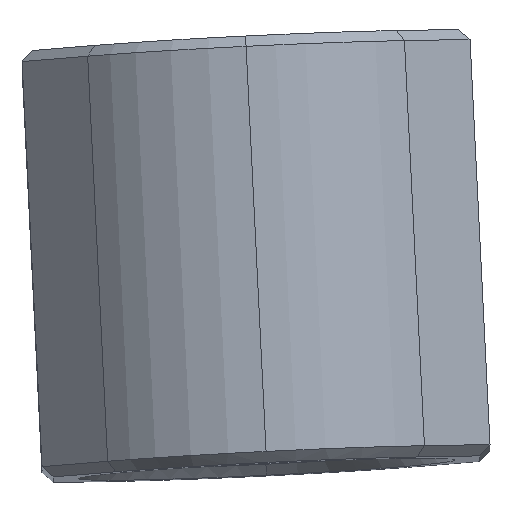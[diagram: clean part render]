
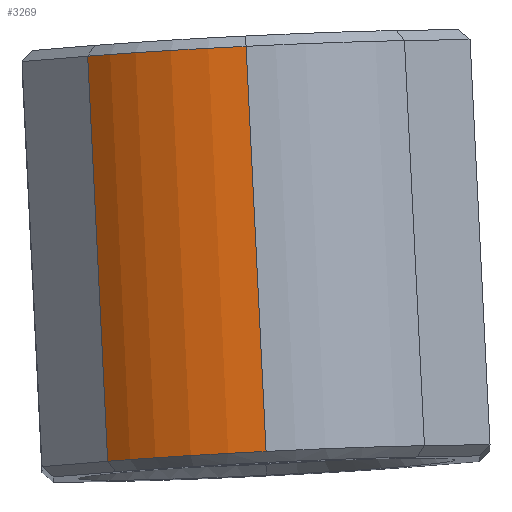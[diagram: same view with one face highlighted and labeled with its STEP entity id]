
A CAD part, left-side view. The second image highlights one B-rep face of the part: STEP entity #3269.
In plain terms, the highlighted free-form (B-spline) face has degree [1, 3] with [2, 4] control points.
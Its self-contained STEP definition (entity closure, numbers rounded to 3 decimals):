
#16 = CARTESIAN_POINT ( 'NONE',  ( 181.803, 157.801, -9.286 ) ) ;
#59 = CARTESIAN_POINT ( 'NONE',  ( 182.406, 158.737, 9.681 ) ) ;
#72 = CARTESIAN_POINT ( 'NONE',  ( 182.401, 161.556, 9.542 ) ) ;
#90 = CARTESIAN_POINT ( 'NONE',  ( 184.862, 165.218, -9.749 ) ) ;
#111 = CARTESIAN_POINT ( 'NONE',  ( 182.872, 163.224, -9.588 ) ) ;
#128 = CARTESIAN_POINT ( 'NONE',  ( 185.466, 166.154, 9.218 ) ) ;
#490 = CARTESIAN_POINT ( 'NONE',  ( 183.475, 164.16, 9.38 ) ) ;
#546 = EDGE_LOOP ( 'NONE', ( #1041, #3909, #4594, #4877 ) ) ;
#852 = VERTEX_POINT ( 'NONE', #2779 ) ;
#1041 = ORIENTED_EDGE ( 'NONE', *, *, #1785, .T. ) ;
#1257 = CARTESIAN_POINT ( 'NONE',  ( 184.862, 165.218, -9.749 ) ) ;
#1305 = CARTESIAN_POINT ( 'NONE',  ( 181.803, 157.801, -9.286 ) ) ;
#1419 = CARTESIAN_POINT ( 'NONE',  ( 185.466, 166.154, 9.218 ) ) ;
#1618 =( BOUNDED_CURVE ( )  B_SPLINE_CURVE ( 3, ( #16, #2816, #2069, #1257 ),
 .UNSPECIFIED., .F., .F. ) 
 B_SPLINE_CURVE_WITH_KNOTS ( ( 4, 4 ),
 ( -0.785, 0. ),
 .UNSPECIFIED. ) 
 CURVE ( )  GEOMETRIC_REPRESENTATION_ITEM ( )  RATIONAL_B_SPLINE_CURVE ( ( 1., 0.949, 0.949, 1. ) ) 
 REPRESENTATION_ITEM ( '' )  );
#1681 = EDGE_CURVE ( 'NONE', #4289, #3217, #3027, .T. ) ;
#1785 = EDGE_CURVE ( 'NONE', #4289, #3787, #3558, .T. ) ;
#1814 = CARTESIAN_POINT ( 'NONE',  ( 182.401, 161.556, 9.542 ) ) ;
#2003 = B_SPLINE_CURVE_WITH_KNOTS ( 'NONE', 1,
 ( #1419, #3769 ),
 .UNSPECIFIED., .F., .F.,
 ( 2, 2 ),
 ( -1., 0. ),
 .UNSPECIFIED. ) ;
#2069 = CARTESIAN_POINT ( 'NONE',  ( 182.872, 163.224, -9.588 ) ) ;
#2245 = CARTESIAN_POINT ( 'NONE',  ( 182.406, 158.737, 9.681 ) ) ;
#2525 = CARTESIAN_POINT ( 'NONE',  ( 181.797, 160.62, -9.425 ) ) ;
#2598 =( BOUNDED_SURFACE ( )  B_SPLINE_SURFACE ( 1, 3, ( 
 ( #3247, #72, #490, #128 ),
 ( #1305, #2525, #111, #90 ) ),
 .UNSPECIFIED., .F., .F., .F. ) 
 B_SPLINE_SURFACE_WITH_KNOTS ( ( 2, 2 ),
 ( 4, 4 ),
 ( 0., 1. ),
 ( 0., 1. ),
 .UNSPECIFIED. ) 
 GEOMETRIC_REPRESENTATION_ITEM ( )  RATIONAL_B_SPLINE_SURFACE ( (
 ( 1., 0.949, 0.949, 1.),
 ( 1., 0.949, 0.949, 1.) ) ) 
 REPRESENTATION_ITEM ( '' )  SURFACE ( )  );
#2765 = EDGE_CURVE ( 'NONE', #3217, #852, #1618, .T. ) ;
#2779 = CARTESIAN_POINT ( 'NONE',  ( 184.862, 165.218, -9.749 ) ) ;
#2816 = CARTESIAN_POINT ( 'NONE',  ( 181.797, 160.62, -9.425 ) ) ;
#3027 = B_SPLINE_CURVE_WITH_KNOTS ( 'NONE', 1,
 ( #3360, #3766 ),
 .UNSPECIFIED., .F., .F.,
 ( 2, 2 ),
 ( -1., 0. ),
 .UNSPECIFIED. ) ;
#3217 = VERTEX_POINT ( 'NONE', #3968 ) ;
#3247 = CARTESIAN_POINT ( 'NONE',  ( 182.406, 158.737, 9.681 ) ) ;
#3269 = ADVANCED_FACE ( 'NONE', ( #4413 ), #2598, .F. ) ;
#3360 = CARTESIAN_POINT ( 'NONE',  ( 182.406, 158.737, 9.681 ) ) ;
#3558 =( BOUNDED_CURVE ( )  B_SPLINE_CURVE ( 3, ( #2245, #1814, #4198, #4600 ),
 .UNSPECIFIED., .F., .F. ) 
 B_SPLINE_CURVE_WITH_KNOTS ( ( 4, 4 ),
 ( -0.785, 0. ),
 .UNSPECIFIED. ) 
 CURVE ( )  GEOMETRIC_REPRESENTATION_ITEM ( )  RATIONAL_B_SPLINE_CURVE ( ( 1., 0.949, 0.949, 1. ) ) 
 REPRESENTATION_ITEM ( '' )  );
#3618 = EDGE_CURVE ( 'NONE', #3787, #852, #2003, .T. ) ;
#3766 = CARTESIAN_POINT ( 'NONE',  ( 181.803, 157.801, -9.286 ) ) ;
#3769 = CARTESIAN_POINT ( 'NONE',  ( 184.862, 165.218, -9.749 ) ) ;
#3787 = VERTEX_POINT ( 'NONE', #5139 ) ;
#3909 = ORIENTED_EDGE ( 'NONE', *, *, #3618, .T. ) ;
#3968 = CARTESIAN_POINT ( 'NONE',  ( 181.803, 157.801, -9.286 ) ) ;
#4198 = CARTESIAN_POINT ( 'NONE',  ( 183.475, 164.16, 9.38 ) ) ;
#4289 = VERTEX_POINT ( 'NONE', #59 ) ;
#4413 = FACE_OUTER_BOUND ( 'NONE', #546, .T. ) ;
#4594 = ORIENTED_EDGE ( 'NONE', *, *, #2765, .F. ) ;
#4600 = CARTESIAN_POINT ( 'NONE',  ( 185.466, 166.154, 9.218 ) ) ;
#4877 = ORIENTED_EDGE ( 'NONE', *, *, #1681, .F. ) ;
#5139 = CARTESIAN_POINT ( 'NONE',  ( 185.466, 166.154, 9.218 ) ) ;
